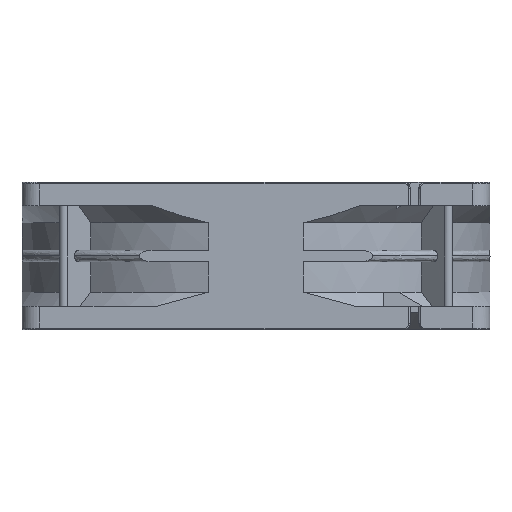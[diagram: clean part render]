
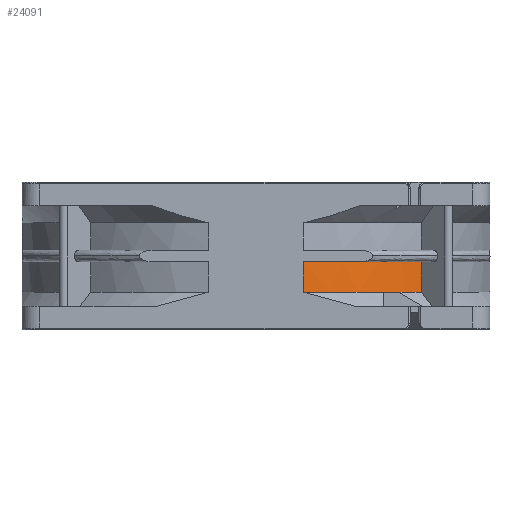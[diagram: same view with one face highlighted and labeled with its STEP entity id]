
A CAD part, front view. The second image highlights one B-rep face of the part: STEP entity #24091.
In plain terms, the highlighted cylindrical face has radius 40.8 mm (diameter 81.6 mm), a partial arc.
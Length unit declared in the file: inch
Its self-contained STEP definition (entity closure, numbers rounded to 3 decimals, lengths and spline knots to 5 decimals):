
#227 = EDGE_CURVE ( 'NONE', #12714, #19614, #12008, .T. ) ;
#388 = ORIENTED_EDGE ( 'NONE', *, *, #2384, .F. ) ;
#814 = CARTESIAN_POINT ( 'NONE',  ( 0.48944, -1.03941, -0.03737 ) ) ;
#1481 = DIRECTION ( 'NONE',  ( 0., 0., -1. ) ) ;
#2285 = LINE ( 'NONE', #25206, #3467 ) ;
#2384 = EDGE_CURVE ( 'NONE', #17417, #22843, #16346, .T. ) ;
#2987 = DIRECTION ( 'NONE',  ( 0., 0., -1. ) ) ;
#3318 = CARTESIAN_POINT ( 'NONE',  ( 0.10777, -1.23332, -0.03737 ) ) ;
#3467 = VECTOR ( 'NONE', #14610, 39.37008 ) ;
#3482 = CARTESIAN_POINT ( 'NONE',  ( -0.42264, 0.28289, -0.24152 ) ) ;
#3973 = CARTESIAN_POINT ( 'NONE',  ( -0.10611, -1.29192, -0.03737 ) ) ;
#4066 = CARTESIAN_POINT ( 'NONE',  ( 0.69069, -0.87499, -0.24152 ) ) ;
#4222 = VERTEX_POINT ( 'NONE', #4066 ) ;
#5604 = ORIENTED_EDGE ( 'NONE', *, *, #28713, .F. ) ;
#6967 = CARTESIAN_POINT ( 'NONE',  ( 0.53268, -1.00845, -0.24152 ) ) ;
#7604 = ORIENTED_EDGE ( 'NONE', *, *, #28121, .F. ) ;
#8470 = CARTESIAN_POINT ( 'NONE',  ( 0.50117, -1.03119, -0.03737 ) ) ;
#8630 = CARTESIAN_POINT ( 'NONE',  ( 0.46183, -1.05822, -0.03737 ) ) ;
#9205 = DIRECTION ( 'NONE',  ( -1., 0., 0. ) ) ;
#9372 = CARTESIAN_POINT ( 'NONE',  ( -0.42264, 0.28289, -0.24152 ) ) ;
#10240 = B_SPLINE_CURVE_WITH_KNOTS ( 'NONE', 3,
 ( #19734, #12273, #25382, #6967 ),
 .UNSPECIFIED., .F., .F.,
 ( 4, 4 ),
 ( 0., 1. ),
 .UNSPECIFIED. ) ;
#10602 = VERTEX_POINT ( 'NONE', #15635 ) ;
#11624 = CARTESIAN_POINT ( 'NONE',  ( 0.0944, -1.23793, -0.03737 ) ) ;
#12008 = CIRCLE ( 'NONE', #28435, 1.6063 ) ;
#12273 = CARTESIAN_POINT ( 'NONE',  ( 0.46877, -1.05394, -0.24152 ) ) ;
#12714 = VERTEX_POINT ( 'NONE', #25693 ) ;
#13060 = ORIENTED_EDGE ( 'NONE', *, *, #227, .F. ) ;
#13577 = AXIS2_PLACEMENT_3D ( 'NONE', #3482, #2987, #26237 ) ;
#14115 = CARTESIAN_POINT ( 'NONE',  ( -0.06901, -1.28446, -0.03737 ) ) ;
#14291 = FACE_OUTER_BOUND ( 'NONE', #22694, .T. ) ;
#14452 = CARTESIAN_POINT ( 'NONE',  ( 0.63612, -0.92746, -0.03737 ) ) ;
#14610 = DIRECTION ( 'NONE',  ( 0., 0., 1. ) ) ;
#14935 = CARTESIAN_POINT ( 'NONE',  ( 0.69069, -0.87499, -0.03737 ) ) ;
#15422 = CARTESIAN_POINT ( 'NONE',  ( -0.10611, -1.29192, -0.51391 ) ) ;
#15635 = CARTESIAN_POINT ( 'NONE',  ( 0.53268, -1.00845, -0.24152 ) ) ;
#15842 = CARTESIAN_POINT ( 'NONE',  ( -0.10611, -1.29192, -0.03737 ) ) ;
#16346 = B_SPLINE_CURVE_WITH_KNOTS ( 'NONE', 3,
 ( #3973, #14115, #24233, #31229, #21242, #11624, #21736, #3318, #23743, #23565, #18756, #31396, #8630, #814, #8470, #18593, #28898, #32051, #14452, #14935 ),
 .UNSPECIFIED., .F., .F.,
 ( 4, 1, 1, 1, 2, 2, 2, 1, 1, 1, 2, 2, 4 ),
 ( 0., 0.125, 0.1875, 0.21875, 0.23437, 0.25, 0.5, 0.625, 0.6875, 0.71875, 0.73438, 0.75, 1. ),
 .UNSPECIFIED. ) ;
#17413 = CARTESIAN_POINT ( 'NONE',  ( 0.69069, -0.87499, -0.03737 ) ) ;
#17417 = VERTEX_POINT ( 'NONE', #15842 ) ;
#17525 = ORIENTED_EDGE ( 'NONE', *, *, #28944, .T. ) ;
#18479 = CARTESIAN_POINT ( 'NONE',  ( -0.42264, 0.28289, -0.03737 ) ) ;
#18593 = CARTESIAN_POINT ( 'NONE',  ( 0.50897, -1.02567, -0.03737 ) ) ;
#18756 = CARTESIAN_POINT ( 'NONE',  ( 0.35593, -1.12263, -0.03737 ) ) ;
#18829 = VECTOR ( 'NONE', #25051, 39.37008 ) ;
#19085 = CYLINDRICAL_SURFACE ( 'NONE', #21596, 1.6063 ) ;
#19499 = DIRECTION ( 'NONE',  ( 0., 0., -1. ) ) ;
#19614 = VERTEX_POINT ( 'NONE', #25920 ) ;
#19734 = CARTESIAN_POINT ( 'NONE',  ( 0.43562, -1.0749, -0.24152 ) ) ;
#21242 = CARTESIAN_POINT ( 'NONE',  ( 0.08097, -1.24248, -0.03737 ) ) ;
#21596 = AXIS2_PLACEMENT_3D ( 'NONE', #18479, #1481, #32055 ) ;
#21736 = CARTESIAN_POINT ( 'NONE',  ( 0.10334, -1.23486, -0.03737 ) ) ;
#22545 = LINE ( 'NONE', #15422, #18829 ) ;
#22694 = EDGE_LOOP ( 'NONE', ( #17525, #5604, #32391, #388, #7604, #13060 ) ) ;
#22843 = VERTEX_POINT ( 'NONE', #17413 ) ;
#23565 = CARTESIAN_POINT ( 'NONE',  ( 0.25432, -1.1758, -0.03737 ) ) ;
#23743 = CARTESIAN_POINT ( 'NONE',  ( 0.18437, -1.20627, -0.03737 ) ) ;
#24091 = ADVANCED_FACE ( 'NONE', ( #14291 ), #19085, .T. ) ;
#24233 = CARTESIAN_POINT ( 'NONE',  ( -0.01388, -1.27134, -0.03737 ) ) ;
#25051 = DIRECTION ( 'NONE',  ( 0., 0., 1. ) ) ;
#25206 = CARTESIAN_POINT ( 'NONE',  ( 0.69069, -0.87499, -0.35013 ) ) ;
#25382 = CARTESIAN_POINT ( 'NONE',  ( 0.50115, -1.03178, -0.24152 ) ) ;
#25693 = CARTESIAN_POINT ( 'NONE',  ( 0.43562, -1.0749, -0.24152 ) ) ;
#25757 = CIRCLE ( 'NONE', #13577, 1.6063 ) ;
#25920 = CARTESIAN_POINT ( 'NONE',  ( -0.10611, -1.29192, -0.24152 ) ) ;
#26237 = DIRECTION ( 'NONE',  ( -1., 0., 0. ) ) ;
#28121 = EDGE_CURVE ( 'NONE', #19614, #17417, #22545, .T. ) ;
#28435 = AXIS2_PLACEMENT_3D ( 'NONE', #9372, #19499, #9205 ) ;
#28713 = EDGE_CURVE ( 'NONE', #4222, #10602, #25757, .T. ) ;
#28831 = EDGE_CURVE ( 'NONE', #4222, #22843, #2285, .T. ) ;
#28898 = CARTESIAN_POINT ( 'NONE',  ( 0.5129, -1.02286, -0.03737 ) ) ;
#28944 = EDGE_CURVE ( 'NONE', #12714, #10602, #10240, .T. ) ;
#31229 = CARTESIAN_POINT ( 'NONE',  ( 0.0495, -1.25266, -0.03737 ) ) ;
#31396 = CARTESIAN_POINT ( 'NONE',  ( 0.40567, -1.09431, -0.03737 ) ) ;
#32051 = CARTESIAN_POINT ( 'NONE',  ( 0.57814, -0.97583, -0.03737 ) ) ;
#32055 = DIRECTION ( 'NONE',  ( -1., 0., 0. ) ) ;
#32391 = ORIENTED_EDGE ( 'NONE', *, *, #28831, .T. ) ;
